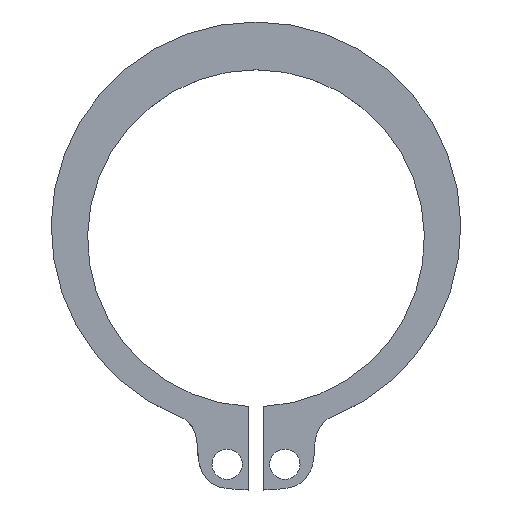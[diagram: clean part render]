
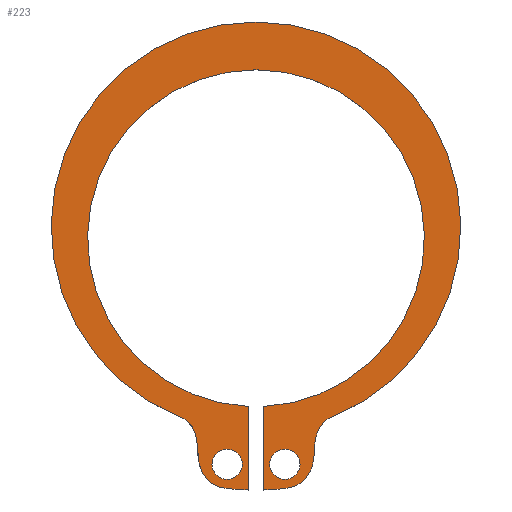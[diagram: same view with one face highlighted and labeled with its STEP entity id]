
A CAD part, top view. The second image highlights one B-rep face of the part: STEP entity #223.
In plain terms, the highlighted planar face has unit normal (0, 0, 1).
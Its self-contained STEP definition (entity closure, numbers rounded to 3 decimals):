
#15=FACE_BOUND('',#52,.T.);
#16=FACE_BOUND('',#53,.T.);
#21=PLANE('',#259);
#24=B_SPLINE_CURVE_WITH_KNOTS('',5,(#405,#406,#407,#408,#409,#410,#411,
#412,#413,#414,#415,#416,#417,#418,#419,#420,#421,#422,#423,#424),
 .UNSPECIFIED.,.F.,.F.,(6,1,1,1,1,1,1,1,1,1,1,1,1,1,1,6),(-1.,-0.933,
-0.867,-0.8,-0.733,-0.667,-0.6,-0.533,
-0.467,-0.4,-0.333,-0.267,-0.2,-0.133,
-0.067,0.),.UNSPECIFIED.);
#26=B_SPLINE_CURVE_WITH_KNOTS('',5,(#494,#495,#496,#497,#498,#499,#500,
#501,#502,#503,#504,#505,#506,#507,#508,#509,#510,#511,#512,#513),
 .UNSPECIFIED.,.F.,.F.,(6,1,1,1,1,1,1,1,1,1,1,1,1,1,1,6),(0.,0.067,
0.133,0.2,0.267,0.333,0.4,0.467,
0.533,0.6,0.667,0.733,0.8,0.867,
0.933,1.),.UNSPECIFIED.);
#39=FACE_OUTER_BOUND('',#51,.T.);
#51=EDGE_LOOP('',(#187,#188,#189,#190,#191,#192,#193,#194));
#52=EDGE_LOOP('',(#195));
#53=EDGE_LOOP('',(#196));
#66=LINE('',#525,#80);
#70=LINE('',#535,#84);
#80=VECTOR('',#304,10.);
#84=VECTOR('',#316,10.);
#86=CIRCLE('',#241,1.);
#88=CIRCLE('',#244,1.);
#90=CIRCLE('',#247,16.6);
#92=CIRCLE('',#250,13.5);
#94=CIRCLE('',#253,16.6);
#96=CIRCLE('',#257,11.1);
#98=VERTEX_POINT('',#325);
#100=VERTEX_POINT('',#331);
#103=VERTEX_POINT('',#338);
#104=VERTEX_POINT('',#340);
#106=VERTEX_POINT('',#404);
#108=VERTEX_POINT('',#429);
#110=VERTEX_POINT('',#493);
#112=VERTEX_POINT('',#518);
#114=VERTEX_POINT('',#524);
#116=VERTEX_POINT('',#530);
#119=EDGE_CURVE('',#98,#98,#86,.T.);
#122=EDGE_CURVE('',#100,#100,#88,.T.);
#125=EDGE_CURVE('',#104,#103,#90,.T.);
#128=EDGE_CURVE('',#106,#104,#24,.T.);
#131=EDGE_CURVE('',#108,#106,#92,.T.);
#134=EDGE_CURVE('',#110,#108,#26,.T.);
#137=EDGE_CURVE('',#112,#110,#94,.T.);
#140=EDGE_CURVE('',#114,#112,#66,.T.);
#143=EDGE_CURVE('',#116,#114,#96,.T.);
#146=EDGE_CURVE('',#103,#116,#70,.T.);
#187=ORIENTED_EDGE('',*,*,#146,.T.);
#188=ORIENTED_EDGE('',*,*,#143,.T.);
#189=ORIENTED_EDGE('',*,*,#140,.T.);
#190=ORIENTED_EDGE('',*,*,#137,.T.);
#191=ORIENTED_EDGE('',*,*,#134,.T.);
#192=ORIENTED_EDGE('',*,*,#131,.T.);
#193=ORIENTED_EDGE('',*,*,#128,.T.);
#194=ORIENTED_EDGE('',*,*,#125,.T.);
#195=ORIENTED_EDGE('',*,*,#122,.T.);
#196=ORIENTED_EDGE('',*,*,#119,.T.);
#223=ADVANCED_FACE('',(#39,#15,#16),#21,.T.);
#241=AXIS2_PLACEMENT_3D('',#327,#268,#269);
#244=AXIS2_PLACEMENT_3D('',#333,#275,#276);
#247=AXIS2_PLACEMENT_3D('',#341,#282,#283);
#250=AXIS2_PLACEMENT_3D('',#430,#290,#291);
#253=AXIS2_PLACEMENT_3D('',#519,#298,#299);
#257=AXIS2_PLACEMENT_3D('',#531,#310,#311);
#259=AXIS2_PLACEMENT_3D('',#536,#317,#318);
#268=DIRECTION('center_axis',(0.,0.,-1.));
#269=DIRECTION('ref_axis',(1.,0.,0.));
#275=DIRECTION('center_axis',(0.,0.,-1.));
#276=DIRECTION('ref_axis',(1.,0.,0.));
#282=DIRECTION('center_axis',(0.,0.,1.));
#283=DIRECTION('ref_axis',(1.,0.,0.));
#290=DIRECTION('center_axis',(0.,0.,1.));
#291=DIRECTION('ref_axis',(1.,0.,0.));
#298=DIRECTION('center_axis',(0.,0.,1.));
#299=DIRECTION('ref_axis',(1.,0.,0.));
#304=DIRECTION('',(0.,-1.,0.));
#310=DIRECTION('center_axis',(0.,0.,-1.));
#311=DIRECTION('ref_axis',(1.,0.,0.));
#316=DIRECTION('',(0.,1.,0.));
#317=DIRECTION('center_axis',(0.,0.,1.));
#318=DIRECTION('ref_axis',(1.,0.,0.));
#325=CARTESIAN_POINT('',(-2.9,-14.9,1.2));
#327=CARTESIAN_POINT('Origin',(-1.9,-14.9,1.2));
#331=CARTESIAN_POINT('',(0.9,-14.9,1.2));
#333=CARTESIAN_POINT('Origin',(1.9,-14.9,1.2));
#338=CARTESIAN_POINT('',(-0.5,-16.592,1.2));
#340=CARTESIAN_POINT('',(-2.044,-16.474,1.2));
#341=CARTESIAN_POINT('Origin',(0.,0.,1.2));
#404=CARTESIAN_POINT('',(-4.983,-11.797,1.2));
#405=CARTESIAN_POINT('Ctrl Pts',(-4.983,-11.797,1.2));
#406=CARTESIAN_POINT('Ctrl Pts',(-4.908,-11.826,1.2));
#407=CARTESIAN_POINT('Ctrl Pts',(-4.766,-11.893,1.2));
#408=CARTESIAN_POINT('Ctrl Pts',(-4.572,-12.014,1.2));
#409=CARTESIAN_POINT('Ctrl Pts',(-4.352,-12.216,1.2));
#410=CARTESIAN_POINT('Ctrl Pts',(-4.142,-12.524,1.2));
#411=CARTESIAN_POINT('Ctrl Pts',(-3.996,-12.869,1.2));
#412=CARTESIAN_POINT('Ctrl Pts',(-3.909,-13.234,1.2));
#413=CARTESIAN_POINT('Ctrl Pts',(-3.869,-13.608,1.2));
#414=CARTESIAN_POINT('Ctrl Pts',(-3.852,-13.987,1.2));
#415=CARTESIAN_POINT('Ctrl Pts',(-3.832,-14.371,1.2));
#416=CARTESIAN_POINT('Ctrl Pts',(-3.783,-14.759,1.2));
#417=CARTESIAN_POINT('Ctrl Pts',(-3.679,-15.149,1.2));
#418=CARTESIAN_POINT('Ctrl Pts',(-3.506,-15.528,1.2));
#419=CARTESIAN_POINT('Ctrl Pts',(-3.255,-15.877,1.2));
#420=CARTESIAN_POINT('Ctrl Pts',(-2.928,-16.171,1.2));
#421=CARTESIAN_POINT('Ctrl Pts',(-2.608,-16.342,1.2));
#422=CARTESIAN_POINT('Ctrl Pts',(-2.338,-16.426,1.2));
#423=CARTESIAN_POINT('Ctrl Pts',(-2.144,-16.461,1.2));
#424=CARTESIAN_POINT('Ctrl Pts',(-2.044,-16.474,1.2));
#429=CARTESIAN_POINT('',(4.983,-11.797,1.2));
#430=CARTESIAN_POINT('Origin',(0.,0.75,1.2));
#493=CARTESIAN_POINT('',(2.044,-16.474,1.2));
#494=CARTESIAN_POINT('Ctrl Pts',(2.044,-16.474,1.2));
#495=CARTESIAN_POINT('Ctrl Pts',(2.144,-16.461,1.2));
#496=CARTESIAN_POINT('Ctrl Pts',(2.338,-16.426,1.2));
#497=CARTESIAN_POINT('Ctrl Pts',(2.608,-16.342,1.2));
#498=CARTESIAN_POINT('Ctrl Pts',(2.928,-16.171,1.2));
#499=CARTESIAN_POINT('Ctrl Pts',(3.255,-15.877,1.2));
#500=CARTESIAN_POINT('Ctrl Pts',(3.506,-15.528,1.2));
#501=CARTESIAN_POINT('Ctrl Pts',(3.679,-15.149,1.2));
#502=CARTESIAN_POINT('Ctrl Pts',(3.783,-14.759,1.2));
#503=CARTESIAN_POINT('Ctrl Pts',(3.832,-14.371,1.2));
#504=CARTESIAN_POINT('Ctrl Pts',(3.852,-13.987,1.2));
#505=CARTESIAN_POINT('Ctrl Pts',(3.869,-13.608,1.2));
#506=CARTESIAN_POINT('Ctrl Pts',(3.909,-13.234,1.2));
#507=CARTESIAN_POINT('Ctrl Pts',(3.996,-12.869,1.2));
#508=CARTESIAN_POINT('Ctrl Pts',(4.142,-12.524,1.2));
#509=CARTESIAN_POINT('Ctrl Pts',(4.352,-12.216,1.2));
#510=CARTESIAN_POINT('Ctrl Pts',(4.572,-12.014,1.2));
#511=CARTESIAN_POINT('Ctrl Pts',(4.766,-11.893,1.2));
#512=CARTESIAN_POINT('Ctrl Pts',(4.908,-11.826,1.2));
#513=CARTESIAN_POINT('Ctrl Pts',(4.983,-11.797,1.2));
#518=CARTESIAN_POINT('',(0.5,-16.592,1.2));
#519=CARTESIAN_POINT('Origin',(0.,0.,1.2));
#524=CARTESIAN_POINT('',(0.5,-11.089,1.2));
#525=CARTESIAN_POINT('',(0.5,-17.5,1.2));
#530=CARTESIAN_POINT('',(-0.5,-11.089,1.2));
#531=CARTESIAN_POINT('Origin',(0.,0.,1.2));
#535=CARTESIAN_POINT('',(-0.5,-17.5,1.2));
#536=CARTESIAN_POINT('Origin',(0.,-1.171,1.2));
